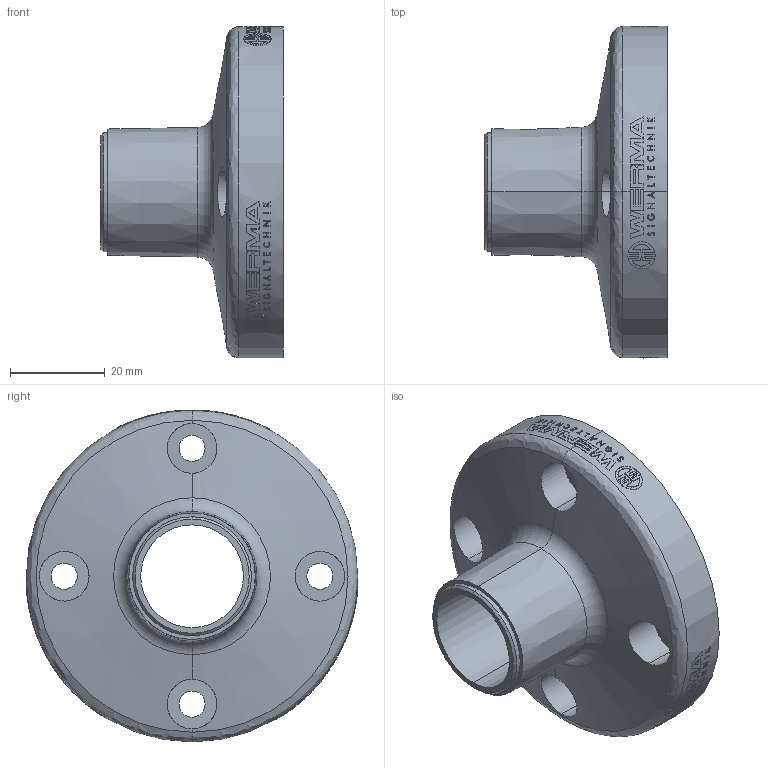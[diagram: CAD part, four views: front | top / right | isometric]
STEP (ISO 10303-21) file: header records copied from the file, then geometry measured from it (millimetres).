
FILE_DESCRIPTION (( 'STEP AP214' ), '1' );
FILE_NAME ('97584501.step', '2016-03-14T14:24:24', ( '' ), ( '' ), 'SwSTEP 2.0', 'SolidWorks 2015', '' );
FILE_SCHEMA (( 'AUTOMOTIVE_DESIGN' ));
Length unit declared in the file: inch
Products named in the file (1): 97584501
Bounding box: 38.5 x 70.11 x 70.1 mm (x, y, z)
Volume: 37062.9 mm3; surface area: 15606.6 mm2
Topology: 1 solids, 1 shells, 815 faces, 2183 edges, 1450 vertices
Faces by surface type: plane 532, cylinder 271, cone 6, bspline 4, torus 2
Entity records: 39206 total; most frequent: CARTESIAN_POINT 9058, ORIENTED_EDGE 4366, DIRECTION 3715, EDGE_CURVE 2183, VERTEX_POINT 1450, AXIS2_PLACEMENT_3D 1302, LINE 1111, VECTOR 1111
